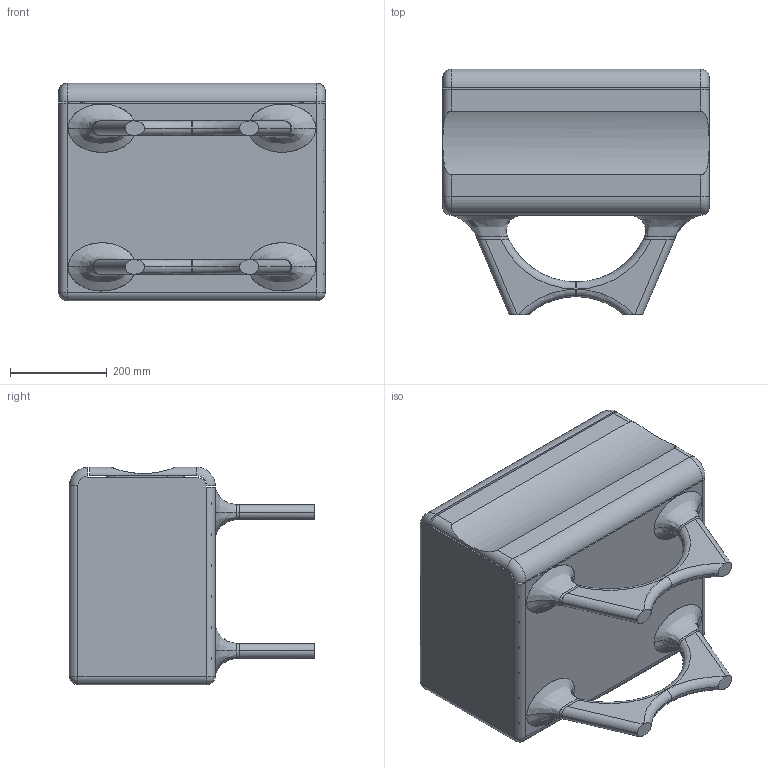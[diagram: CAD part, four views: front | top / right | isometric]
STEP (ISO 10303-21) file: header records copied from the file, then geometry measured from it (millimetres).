
FILE_DESCRIPTION (( 'STEP AP203' ), '1' );
FILE_NAME ('0. Noche noæni ormariæ - sklop.STEP', '2023-11-23T10:34:27', ( '' ), ( '' ), 'SwSTEP 2.0', 'SolidWorks 2023', '' );
FILE_SCHEMA (( 'CONFIG_CONTROL_DESIGN' ));
Length unit declared in the file: millimetre
Products named in the file (1): 0. Noche noćni ormarić  - sklop
Bounding box: 552.6 x 508 x 450 mm (x, y, z)
Volume: 27405532.5 mm3; surface area: 4538685.2 mm2
Topology: 71 solids, 71 shells, 1352 faces, 3206 edges, 2058 vertices
Faces by surface type: cylinder 573, plane 523, cone 176, bspline 56, torus 20, sphere 4
Entity records: 45965 total; most frequent: CARTESIAN_POINT 14295, DIRECTION 6694, ORIENTED_EDGE 6364, EDGE_CURVE 3182, AXIS2_PLACEMENT_3D 2517, VERTEX_POINT 2058, VECTOR 1660, LINE 1660
